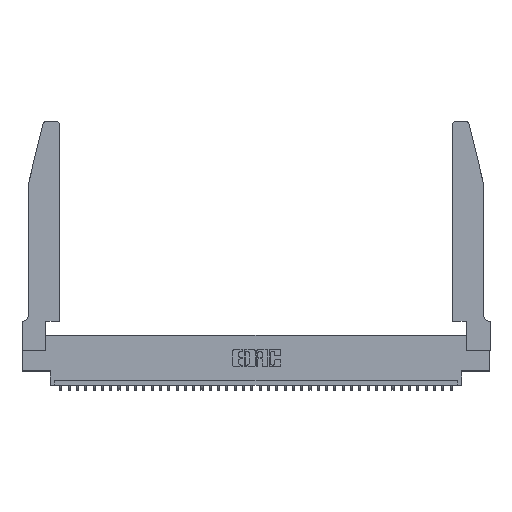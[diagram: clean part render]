
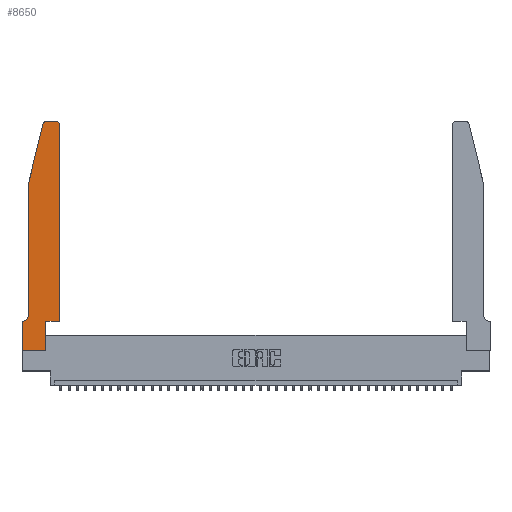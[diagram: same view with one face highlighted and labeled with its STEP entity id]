
A CAD part, top view. The second image highlights one B-rep face of the part: STEP entity #8650.
In plain terms, the highlighted planar face has unit normal (0, 0, 1).
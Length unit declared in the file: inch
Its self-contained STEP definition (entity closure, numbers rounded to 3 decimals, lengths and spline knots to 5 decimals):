
#333 = CARTESIAN_POINT ( 'NONE',  ( 0., 0.35, 0.37 ) ) ;
#651 = CARTESIAN_POINT ( 'NONE',  ( 0.0755, 0.42, 0.37 ) ) ;
#849 = CARTESIAN_POINT ( 'NONE',  ( 0.4505, 2.72, 0.37 ) ) ;
#921 = ORIENTED_EDGE ( 'NONE', *, *, #22792, .T. ) ;
#1050 = CARTESIAN_POINT ( 'NONE',  ( 0.284, 2.75, 0.37 ) ) ;
#1855 = EDGE_LOOP ( 'NONE', ( #18279, #26226, #34077, #4761, #21233, #16690, #34571, #36682, #921, #21033, #36360, #19936 ) ) ;
#1925 = EDGE_CURVE ( 'NONE', #23032, #27845, #5482, .T. ) ;
#2006 = VECTOR ( 'NONE', #13996, 39.37008 ) ;
#2233 = CIRCLE ( 'NONE', #18511, 0.07 ) ;
#2257 = CARTESIAN_POINT ( 'NONE',  ( 0.0055, 0.42, 0.37 ) ) ;
#3592 = DIRECTION ( 'NONE',  ( -1., 0., 0. ) ) ;
#3807 = VECTOR ( 'NONE', #37513, 39.37008 ) ;
#3869 = CARTESIAN_POINT ( 'NONE',  ( 0., 0.35, 0.37 ) ) ;
#3875 = CARTESIAN_POINT ( 'NONE',  ( 0.2605, 2.75, 0.37 ) ) ;
#4460 = EDGE_CURVE ( 'NONE', #27168, #12299, #22858, .T. ) ;
#4761 = ORIENTED_EDGE ( 'NONE', *, *, #20804, .T. ) ;
#4939 = DIRECTION ( 'NONE',  ( -0.239, -0.971, 0. ) ) ;
#5482 = LINE ( 'NONE', #18538, #29297 ) ;
#5685 = DIRECTION ( 'NONE',  ( -1., 0., 0. ) ) ;
#5703 = VECTOR ( 'NONE', #28000, 39.37008 ) ;
#5965 = LINE ( 'NONE', #7409, #2006 ) ;
#6819 = LINE ( 'NONE', #32490, #28658 ) ;
#7409 = CARTESIAN_POINT ( 'NONE',  ( 0.0755, 0.35, 0.37 ) ) ;
#7439 = CARTESIAN_POINT ( 'NONE',  ( 0.0055, 0.35, 0.37 ) ) ;
#8641 = VERTEX_POINT ( 'NONE', #849 ) ;
#8650 = ADVANCED_FACE ( 'NONE', ( #34168 ), #25491, .T. ) ;
#9167 = EDGE_CURVE ( 'NONE', #16458, #27168, #5965, .T. ) ;
#10516 = CARTESIAN_POINT ( 'NONE',  ( 0.4205, 2.75, 0.37 ) ) ;
#12050 = DIRECTION ( 'NONE',  ( 0., 0., -1. ) ) ;
#12299 = VERTEX_POINT ( 'NONE', #25845 ) ;
#13996 = DIRECTION ( 'NONE',  ( -1., 0., 0. ) ) ;
#14926 = DIRECTION ( 'NONE',  ( 0., 0., 1. ) ) ;
#15796 = CARTESIAN_POINT ( 'NONE',  ( 0.4505, 0.35, 0.37 ) ) ;
#16458 = VERTEX_POINT ( 'NONE', #7439 ) ;
#16533 = DIRECTION ( 'NONE',  ( 1., 0., 0. ) ) ;
#16690 = ORIENTED_EDGE ( 'NONE', *, *, #9167, .T. ) ;
#16789 = AXIS2_PLACEMENT_3D ( 'NONE', #38719, #20117, #36644 ) ;
#17831 = CARTESIAN_POINT ( 'NONE',  ( 0.0755, 2., 0.37 ) ) ;
#18197 = EDGE_CURVE ( 'NONE', #12299, #36639, #25627, .T. ) ;
#18279 = ORIENTED_EDGE ( 'NONE', *, *, #26000, .T. ) ;
#18511 = AXIS2_PLACEMENT_3D ( 'NONE', #2257, #12050, #5685 ) ;
#18538 = CARTESIAN_POINT ( 'NONE',  ( 0.4505, 0.35, 0.37 ) ) ;
#18604 = EDGE_CURVE ( 'NONE', #34678, #16458, #2233, .T. ) ;
#18832 = CARTESIAN_POINT ( 'NONE',  ( 0.2865, 0.35, 0.37 ) ) ;
#18955 = VECTOR ( 'NONE', #28994, 39.37008 ) ;
#18977 = VECTOR ( 'NONE', #37542, 39.37008 ) ;
#19049 = CARTESIAN_POINT ( 'NONE',  ( 0., 0., 0.37 ) ) ;
#19473 = VERTEX_POINT ( 'NONE', #32230 ) ;
#19936 = ORIENTED_EDGE ( 'NONE', *, *, #23851, .T. ) ;
#20050 = LINE ( 'NONE', #38659, #28289 ) ;
#20117 = DIRECTION ( 'NONE',  ( 0., 0., 1. ) ) ;
#20804 = EDGE_CURVE ( 'NONE', #32142, #34678, #20050, .T. ) ;
#21033 = ORIENTED_EDGE ( 'NONE', *, *, #1925, .T. ) ;
#21233 = ORIENTED_EDGE ( 'NONE', *, *, #18604, .T. ) ;
#22628 = DIRECTION ( 'NONE',  ( 0., 0., 1. ) ) ;
#22753 = CARTESIAN_POINT ( 'NONE',  ( 0., 0., 0.37 ) ) ;
#22792 = EDGE_CURVE ( 'NONE', #36639, #23032, #36439, .T. ) ;
#22858 = LINE ( 'NONE', #22753, #18955 ) ;
#22872 = CIRCLE ( 'NONE', #16789, 0.03 ) ;
#22969 = EDGE_CURVE ( 'NONE', #19473, #32142, #6819, .T. ) ;
#23032 = VERTEX_POINT ( 'NONE', #35498 ) ;
#23851 = EDGE_CURVE ( 'NONE', #8641, #37187, #22872, .T. ) ;
#24762 = EDGE_CURVE ( 'NONE', #27845, #8641, #25714, .T. ) ;
#25018 = DIRECTION ( 'NONE',  ( 1., 0., 0. ) ) ;
#25491 = PLANE ( 'NONE',  #35131 ) ;
#25627 = LINE ( 'NONE', #19049, #5703 ) ;
#25714 = LINE ( 'NONE', #15796, #3807 ) ;
#25845 = CARTESIAN_POINT ( 'NONE',  ( 0., 0., 0.37 ) ) ;
#26000 = EDGE_CURVE ( 'NONE', #37187, #28798, #31873, .T. ) ;
#26226 = ORIENTED_EDGE ( 'NONE', *, *, #35129, .T. ) ;
#27168 = VERTEX_POINT ( 'NONE', #333 ) ;
#27587 = DIRECTION ( 'NONE',  ( 1., 0., 0. ) ) ;
#27845 = VERTEX_POINT ( 'NONE', #29415 ) ;
#28000 = DIRECTION ( 'NONE',  ( 1., 0., 0. ) ) ;
#28289 = VECTOR ( 'NONE', #29409, 39.37008 ) ;
#28598 = CARTESIAN_POINT ( 'NONE',  ( 0.2865, 0., 0.37 ) ) ;
#28658 = VECTOR ( 'NONE', #4939, 39.37008 ) ;
#28798 = VERTEX_POINT ( 'NONE', #1050 ) ;
#28994 = DIRECTION ( 'NONE',  ( 0., -1., 0. ) ) ;
#29297 = VECTOR ( 'NONE', #25018, 39.37008 ) ;
#29409 = DIRECTION ( 'NONE',  ( 0., -1., 0. ) ) ;
#29415 = CARTESIAN_POINT ( 'NONE',  ( 0.4505, 0.35, 0.37 ) ) ;
#29765 = CIRCLE ( 'NONE', #39306, 0.03 ) ;
#30423 = VECTOR ( 'NONE', #3592, 39.37008 ) ;
#31873 = LINE ( 'NONE', #3875, #30423 ) ;
#32142 = VERTEX_POINT ( 'NONE', #17831 ) ;
#32230 = CARTESIAN_POINT ( 'NONE',  ( 0.25487, 2.72718, 0.37 ) ) ;
#32490 = CARTESIAN_POINT ( 'NONE',  ( 0.0755, 2., 0.37 ) ) ;
#34077 = ORIENTED_EDGE ( 'NONE', *, *, #22969, .T. ) ;
#34168 = FACE_OUTER_BOUND ( 'NONE', #1855, .T. ) ;
#34571 = ORIENTED_EDGE ( 'NONE', *, *, #4460, .T. ) ;
#34678 = VERTEX_POINT ( 'NONE', #651 ) ;
#35129 = EDGE_CURVE ( 'NONE', #28798, #19473, #29765, .T. ) ;
#35131 = AXIS2_PLACEMENT_3D ( 'NONE', #3869, #22628, #16533 ) ;
#35498 = CARTESIAN_POINT ( 'NONE',  ( 0.2865, 0.35, 0.37 ) ) ;
#36360 = ORIENTED_EDGE ( 'NONE', *, *, #24762, .T. ) ;
#36439 = LINE ( 'NONE', #18832, #18977 ) ;
#36639 = VERTEX_POINT ( 'NONE', #28598 ) ;
#36644 = DIRECTION ( 'NONE',  ( 1., 0., 0. ) ) ;
#36682 = ORIENTED_EDGE ( 'NONE', *, *, #18197, .T. ) ;
#37187 = VERTEX_POINT ( 'NONE', #10516 ) ;
#37191 = CARTESIAN_POINT ( 'NONE',  ( 0.284, 2.72, 0.37 ) ) ;
#37513 = DIRECTION ( 'NONE',  ( 0., 1., 0. ) ) ;
#37542 = DIRECTION ( 'NONE',  ( 0., 1., 0. ) ) ;
#38659 = CARTESIAN_POINT ( 'NONE',  ( 0.0755, 2., 0.37 ) ) ;
#38719 = CARTESIAN_POINT ( 'NONE',  ( 0.4205, 2.72, 0.37 ) ) ;
#39306 = AXIS2_PLACEMENT_3D ( 'NONE', #37191, #14926, #27587 ) ;
